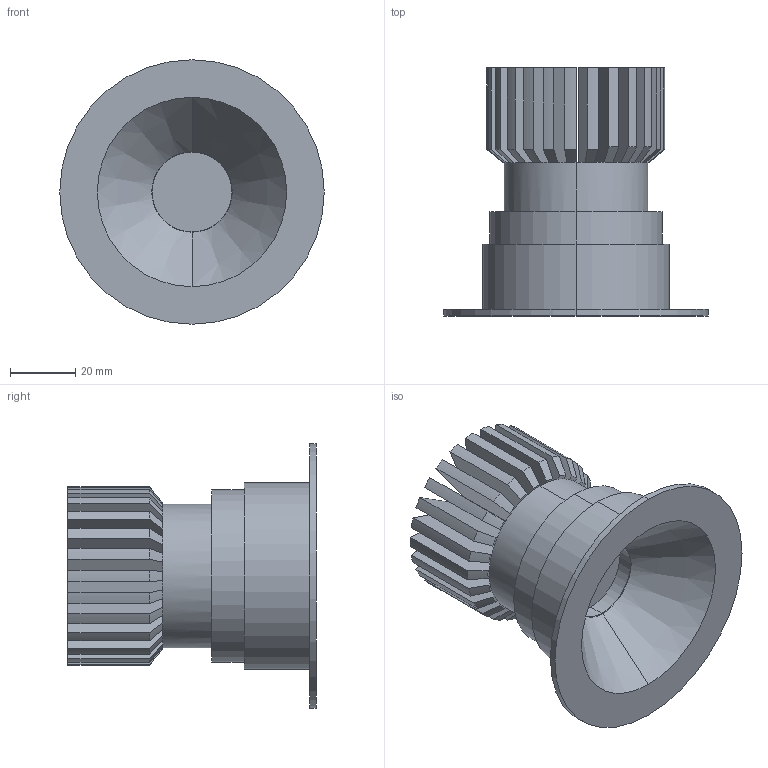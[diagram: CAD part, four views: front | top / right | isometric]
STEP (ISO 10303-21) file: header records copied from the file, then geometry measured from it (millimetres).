
FILE_DESCRIPTION (( 'STEP AP214' ), '1' );
FILE_NAME ('COOL 07 BL BL D45 3000K (with driver).STEP', '2018-06-28T05:34:06', ( 'Äìèòðèé' ), ( '' ), 'SwSTEP 2.0', 'SolidWorks 2013', '' );
FILE_SCHEMA (( 'AUTOMOTIVE_DESIGN' ));
Length unit declared in the file: millimetre
Products named in the file (1): COOL 07 BL BL D45 3000K (with driver)
Bounding box: 81 x 76 x 81 mm (x, y, z)
Volume: 106779.7 mm3; surface area: 52938.6 mm2
Topology: 1 solids, 1 shells, 194 faces, 509 edges, 322 vertices
Faces by surface type: plane 107, cylinder 60, cone 27
Entity records: 6008 total; most frequent: DIRECTION 1096, CARTESIAN_POINT 1026, ORIENTED_EDGE 1018, EDGE_CURVE 509, AXIS2_PLACEMENT_3D 392, VERTEX_POINT 322, VECTOR 312, LINE 312
